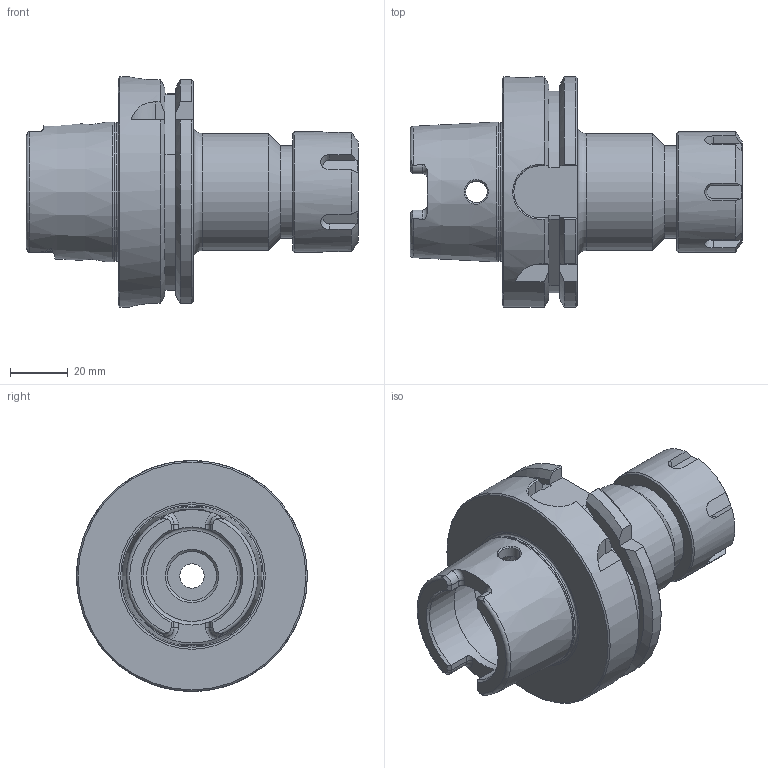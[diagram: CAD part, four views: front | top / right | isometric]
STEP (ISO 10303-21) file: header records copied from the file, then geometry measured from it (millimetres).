
FILE_DESCRIPTION((''),'2;1');
FILE_NAME('H63-25ERP327.stp','2014-08-22T15:36:09',('kaykin'),(''),'Autodesk Inventor 2012','Autodesk Inventor 2012','');
FILE_SCHEMA(('AUTOMOTIVE_DESIGN { 1 0 10303 214 1 1 1 1 }'));
Length unit declared in the file: inch
Products named in the file (3): H63-25ERP327; H63-25ER3-1; 25ERPN
Assembly tree (2 placements, depth 2):
  H63-25ERP327
    H63-25ER3-1
    25ERPN
Bounding box: 115.06 x 80 x 80 mm (x, y, z)
Volume: 178954.9 mm3; surface area: 42460.4 mm2
Topology: 2 solids, 2 shells, 187 faces, 473 edges, 297 vertices
Faces by surface type: plane 78, cylinder 41, cone 39, torus 18, bspline 11
Full cylindrical faces by diameter (mm): 7.5 x2, 8.4 x1, 10 x1, 15.748 x1, 16.916 x1, 18.034 x1, 19.016 x1, 20.599 x1, 24.13 x1, 26.086 x1, 30.912 x1, 32 x1, 32.512 x1, 34 x2, 40 x1, 40.513 x1, 41.732 x1, 48.041 x1, 80 x1
Entity records: 6463 total; most frequent: CARTESIAN_POINT 2197, ORIENTED_EDGE 820, DIRECTION 788, EDGE_CURVE 410, AXIS2_PLACEMENT_3D 319, VERTEX_POINT 286, EDGE_LOOP 254, FACE_OUTER_BOUND 187
